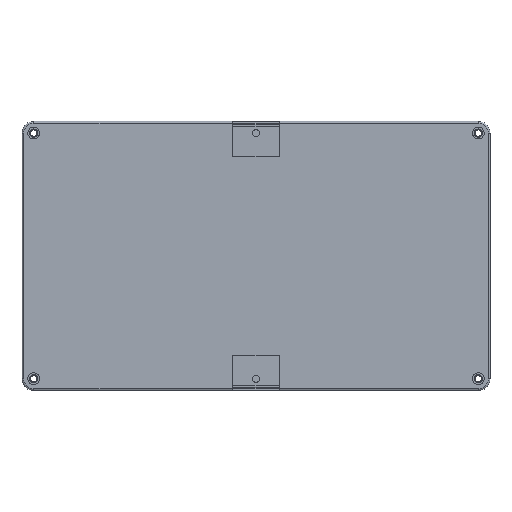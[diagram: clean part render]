
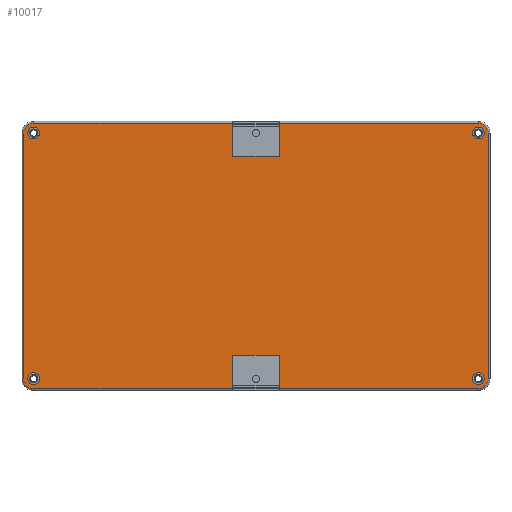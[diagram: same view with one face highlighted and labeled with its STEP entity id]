
A CAD part, top view. The second image highlights one B-rep face of the part: STEP entity #10017.
In plain terms, the highlighted planar face has unit normal (0, 0, 1).
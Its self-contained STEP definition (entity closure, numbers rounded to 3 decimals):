
#8457=CARTESIAN_POINT('',(-190.,-105.,20.));
#8458=DIRECTION('',(0.,0.,-1.));
#8459=DIRECTION('',(-1.,0.,0.));
#8460=AXIS2_PLACEMENT_3D('',#8457,#8458,#8459);
#8465=CARTESIAN_POINT('',(-190.,-105.,20.));
#8466=DIRECTION('',(0.,0.,-1.));
#8467=DIRECTION('',(1.,0.,0.));
#8468=AXIS2_PLACEMENT_3D('',#8465,#8466,#8467);
#8473=CARTESIAN_POINT('',(-190.,105.,20.));
#8474=DIRECTION('',(0.,0.,-1.));
#8475=DIRECTION('',(-1.,0.,0.));
#8476=AXIS2_PLACEMENT_3D('',#8473,#8474,#8475);
#8481=CARTESIAN_POINT('',(-190.,105.,20.));
#8482=DIRECTION('',(0.,0.,-1.));
#8483=DIRECTION('',(1.,0.,0.));
#8484=AXIS2_PLACEMENT_3D('',#8481,#8482,#8483);
#8489=CARTESIAN_POINT('',(190.,105.,20.));
#8490=DIRECTION('',(0.,0.,-1.));
#8491=DIRECTION('',(-1.,0.,0.));
#8492=AXIS2_PLACEMENT_3D('',#8489,#8490,#8491);
#8497=CARTESIAN_POINT('',(190.,105.,20.));
#8498=DIRECTION('',(0.,0.,-1.));
#8499=DIRECTION('',(1.,0.,0.));
#8500=AXIS2_PLACEMENT_3D('',#8497,#8498,#8499);
#8505=CARTESIAN_POINT('',(190.,-105.,20.));
#8506=DIRECTION('',(0.,0.,-1.));
#8507=DIRECTION('',(-1.,0.,0.));
#8508=AXIS2_PLACEMENT_3D('',#8505,#8506,#8507);
#8513=CARTESIAN_POINT('',(190.,-105.,20.));
#8514=DIRECTION('',(0.,0.,-1.));
#8515=DIRECTION('',(1.,0.,0.));
#8516=AXIS2_PLACEMENT_3D('',#8513,#8514,#8515);
#8521=DIRECTION('',(0.,1.,0.));
#8522=VECTOR('',#8521,28.5);
#8523=CARTESIAN_POINT('',(-20.,-113.5,20.));
#8524=LINE('',#8523,#8522);
#8528=DIRECTION('',(0.,-1.,0.));
#8529=VECTOR('',#8528,28.5);
#8530=CARTESIAN_POINT('',(-20.,113.5,20.));
#8531=LINE('',#8530,#8529);
#8535=DIRECTION('',(1.,0.,0.));
#8536=VECTOR('',#8535,40.);
#8537=CARTESIAN_POINT('',(-20.,85.,20.));
#8538=LINE('',#8537,#8536);
#8542=DIRECTION('',(0.,-1.,0.));
#8543=VECTOR('',#8542,28.5);
#8544=CARTESIAN_POINT('',(20.,113.5,20.));
#8545=LINE('',#8544,#8543);
#8549=DIRECTION('',(0.,1.,0.));
#8550=VECTOR('',#8549,28.5);
#8551=CARTESIAN_POINT('',(20.,-113.5,20.));
#8552=LINE('',#8551,#8550);
#8556=DIRECTION('',(-1.,0.,0.));
#8557=VECTOR('',#8556,40.);
#8558=CARTESIAN_POINT('',(20.,-85.,20.));
#8559=LINE('',#8558,#8557);
#8793=CARTESIAN_POINT('',(-190.,-105.,20.));
#8794=DIRECTION('',(0.,0.,1.));
#8795=DIRECTION('',(-1.,0.,0.));
#8796=AXIS2_PLACEMENT_3D('',#8793,#8794,#8795);
#8832=DIRECTION('',(1.,0.,0.));
#8833=VECTOR('',#8832,170.);
#8834=CARTESIAN_POINT('',(-190.,-113.5,20.));
#8835=LINE('',#8834,#8833);
#8839=DIRECTION('',(1.,0.,0.));
#8840=VECTOR('',#8839,170.);
#8841=CARTESIAN_POINT('',(20.,-113.5,20.));
#8842=LINE('',#8841,#8840);
#9225=DIRECTION('',(-1.,0.,0.));
#9226=VECTOR('',#9225,170.);
#9227=CARTESIAN_POINT('',(-20.,113.5,20.));
#9228=LINE('',#9227,#9226);
#9254=DIRECTION('',(-1.,0.,0.));
#9255=VECTOR('',#9254,170.);
#9256=CARTESIAN_POINT('',(190.,113.5,20.));
#9257=LINE('',#9256,#9255);
#9261=CARTESIAN_POINT('',(-190.,105.,20.));
#9262=DIRECTION('',(0.,0.,1.));
#9263=DIRECTION('',(0.,1.,0.));
#9264=AXIS2_PLACEMENT_3D('',#9261,#9262,#9263);
#9285=DIRECTION('',(0.,-1.,0.));
#9286=VECTOR('',#9285,210.);
#9287=CARTESIAN_POINT('',(-198.5,105.,20.));
#9288=LINE('',#9287,#9286);
#9321=CARTESIAN_POINT('',(190.,105.,20.));
#9322=DIRECTION('',(0.,0.,1.));
#9323=DIRECTION('',(1.,0.,0.));
#9324=AXIS2_PLACEMENT_3D('',#9321,#9322,#9323);
#9359=DIRECTION('',(0.,1.,0.));
#9360=VECTOR('',#9359,210.);
#9361=CARTESIAN_POINT('',(198.5,-105.,20.));
#9362=LINE('',#9361,#9360);
#9381=CARTESIAN_POINT('',(190.,-105.,20.));
#9382=DIRECTION('',(0.,0.,1.));
#9383=DIRECTION('',(0.,-1.,0.));
#9384=AXIS2_PLACEMENT_3D('',#9381,#9382,#9383);
#9636=CARTESIAN_POINT('',(-195.,-105.,20.));
#9637=CARTESIAN_POINT('',(-185.,-105.,20.));
#9638=VERTEX_POINT('',#9636);
#9639=VERTEX_POINT('',#9637);
#9644=CARTESIAN_POINT('',(-195.,105.,20.));
#9645=CARTESIAN_POINT('',(-185.,105.,20.));
#9646=VERTEX_POINT('',#9644);
#9647=VERTEX_POINT('',#9645);
#9652=CARTESIAN_POINT('',(185.,105.,20.));
#9653=CARTESIAN_POINT('',(195.,105.,20.));
#9654=VERTEX_POINT('',#9652);
#9655=VERTEX_POINT('',#9653);
#9660=CARTESIAN_POINT('',(185.,-105.,20.));
#9661=CARTESIAN_POINT('',(195.,-105.,20.));
#9662=VERTEX_POINT('',#9660);
#9663=VERTEX_POINT('',#9661);
#9696=CARTESIAN_POINT('',(190.,-113.5,20.));
#9697=CARTESIAN_POINT('',(198.5,-105.,20.));
#9698=VERTEX_POINT('',#9696);
#9699=VERTEX_POINT('',#9697);
#9704=CARTESIAN_POINT('',(198.5,105.,20.));
#9705=VERTEX_POINT('',#9704);
#9708=CARTESIAN_POINT('',(190.,113.5,20.));
#9709=VERTEX_POINT('',#9708);
#9712=CARTESIAN_POINT('',(-190.,113.5,20.));
#9713=CARTESIAN_POINT('',(-198.5,105.,20.));
#9714=VERTEX_POINT('',#9712);
#9715=VERTEX_POINT('',#9713);
#9720=CARTESIAN_POINT('',(-198.5,-105.,20.));
#9721=VERTEX_POINT('',#9720);
#9724=CARTESIAN_POINT('',(-190.,-113.5,20.));
#9725=VERTEX_POINT('',#9724);
#9744=CARTESIAN_POINT('',(-20.,-113.5,20.));
#9745=CARTESIAN_POINT('',(-20.,-85.,20.));
#9746=VERTEX_POINT('',#9744);
#9747=VERTEX_POINT('',#9745);
#9748=CARTESIAN_POINT('',(20.,-113.5,20.));
#9749=CARTESIAN_POINT('',(20.,-85.,20.));
#9750=VERTEX_POINT('',#9748);
#9751=VERTEX_POINT('',#9749);
#9752=CARTESIAN_POINT('',(-20.,113.5,20.));
#9753=CARTESIAN_POINT('',(-20.,85.,20.));
#9754=VERTEX_POINT('',#9752);
#9755=VERTEX_POINT('',#9753);
#9756=CARTESIAN_POINT('',(20.,85.,20.));
#9757=VERTEX_POINT('',#9756);
#9758=CARTESIAN_POINT('',(20.,113.5,20.));
#9759=VERTEX_POINT('',#9758);
#9955=CARTESIAN_POINT('',(0.,0.,20.));
#9956=DIRECTION('',(0.,0.,1.));
#9957=DIRECTION('',(-1.,0.,0.));
#9958=AXIS2_PLACEMENT_3D('',#9955,#9956,#9957);
#9959=PLANE('',#9958);
#9961=ORIENTED_EDGE('',*,*,#9960,.F.);
#9963=ORIENTED_EDGE('',*,*,#9962,.F.);
#9965=ORIENTED_EDGE('',*,*,#9964,.F.);
#9967=ORIENTED_EDGE('',*,*,#9966,.F.);
#9969=ORIENTED_EDGE('',*,*,#9968,.F.);
#9971=ORIENTED_EDGE('',*,*,#9970,.F.);
#9973=ORIENTED_EDGE('',*,*,#9972,.T.);
#9975=ORIENTED_EDGE('',*,*,#9974,.T.);
#9977=ORIENTED_EDGE('',*,*,#9976,.F.);
#9979=ORIENTED_EDGE('',*,*,#9978,.F.);
#9981=ORIENTED_EDGE('',*,*,#9980,.F.);
#9983=ORIENTED_EDGE('',*,*,#9982,.F.);
#9985=ORIENTED_EDGE('',*,*,#9984,.F.);
#9987=ORIENTED_EDGE('',*,*,#9986,.F.);
#9989=ORIENTED_EDGE('',*,*,#9988,.T.);
#9991=ORIENTED_EDGE('',*,*,#9990,.T.);
#9992=EDGE_LOOP('',(#9961,#9963,#9965,#9967,#9969,#9971,#9973,#9975,#9977,#9979,
#9981,#9983,#9985,#9987,#9989,#9991));
#9993=FACE_OUTER_BOUND('',#9992,.F.);
#9995=ORIENTED_EDGE('',*,*,#9994,.F.);
#9997=ORIENTED_EDGE('',*,*,#9996,.F.);
#9998=EDGE_LOOP('',(#9995,#9997));
#9999=FACE_BOUND('',#9998,.F.);
#10001=ORIENTED_EDGE('',*,*,#10000,.F.);
#10003=ORIENTED_EDGE('',*,*,#10002,.F.);
#10004=EDGE_LOOP('',(#10001,#10003));
#10005=FACE_BOUND('',#10004,.F.);
#10006=ORIENTED_EDGE('',*,*,#9945,.F.);
#10008=ORIENTED_EDGE('',*,*,#10007,.F.);
#10009=EDGE_LOOP('',(#10006,#10008));
#10010=FACE_BOUND('',#10009,.F.);
#10012=ORIENTED_EDGE('',*,*,#10011,.F.);
#10014=ORIENTED_EDGE('',*,*,#10013,.F.);
#10015=EDGE_LOOP('',(#10012,#10014));
#10016=FACE_BOUND('',#10015,.F.);
#10017=ADVANCED_FACE('',(#9993,#9999,#10005,#10010,#10016),#9959,.T.);
#8461=CIRCLE('',#8460,5.);
#8469=CIRCLE('',#8468,5.);
#8477=CIRCLE('',#8476,5.);
#8485=CIRCLE('',#8484,5.);
#8493=CIRCLE('',#8492,5.);
#8501=CIRCLE('',#8500,5.);
#8509=CIRCLE('',#8508,5.);
#8517=CIRCLE('',#8516,5.);
#8797=CIRCLE('',#8796,8.5);
#9265=CIRCLE('',#9264,8.5);
#9325=CIRCLE('',#9324,8.5);
#9385=CIRCLE('',#9384,8.5);
#9945=EDGE_CURVE('',#9654,#9655,#8493,.T.);
#9960=EDGE_CURVE('',#9746,#9747,#8524,.T.);
#9962=EDGE_CURVE('',#9725,#9746,#8835,.T.);
#9964=EDGE_CURVE('',#9721,#9725,#8797,.T.);
#9966=EDGE_CURVE('',#9715,#9721,#9288,.T.);
#9968=EDGE_CURVE('',#9714,#9715,#9265,.T.);
#9970=EDGE_CURVE('',#9754,#9714,#9228,.T.);
#9972=EDGE_CURVE('',#9754,#9755,#8531,.T.);
#9974=EDGE_CURVE('',#9755,#9757,#8538,.T.);
#9976=EDGE_CURVE('',#9759,#9757,#8545,.T.);
#9978=EDGE_CURVE('',#9709,#9759,#9257,.T.);
#9980=EDGE_CURVE('',#9705,#9709,#9325,.T.);
#9982=EDGE_CURVE('',#9699,#9705,#9362,.T.);
#9984=EDGE_CURVE('',#9698,#9699,#9385,.T.);
#9986=EDGE_CURVE('',#9750,#9698,#8842,.T.);
#9988=EDGE_CURVE('',#9750,#9751,#8552,.T.);
#9990=EDGE_CURVE('',#9751,#9747,#8559,.T.);
#9994=EDGE_CURVE('',#9638,#9639,#8461,.T.);
#9996=EDGE_CURVE('',#9639,#9638,#8469,.T.);
#10000=EDGE_CURVE('',#9646,#9647,#8477,.T.);
#10002=EDGE_CURVE('',#9647,#9646,#8485,.T.);
#10007=EDGE_CURVE('',#9655,#9654,#8501,.T.);
#10011=EDGE_CURVE('',#9662,#9663,#8509,.T.);
#10013=EDGE_CURVE('',#9663,#9662,#8517,.T.);
